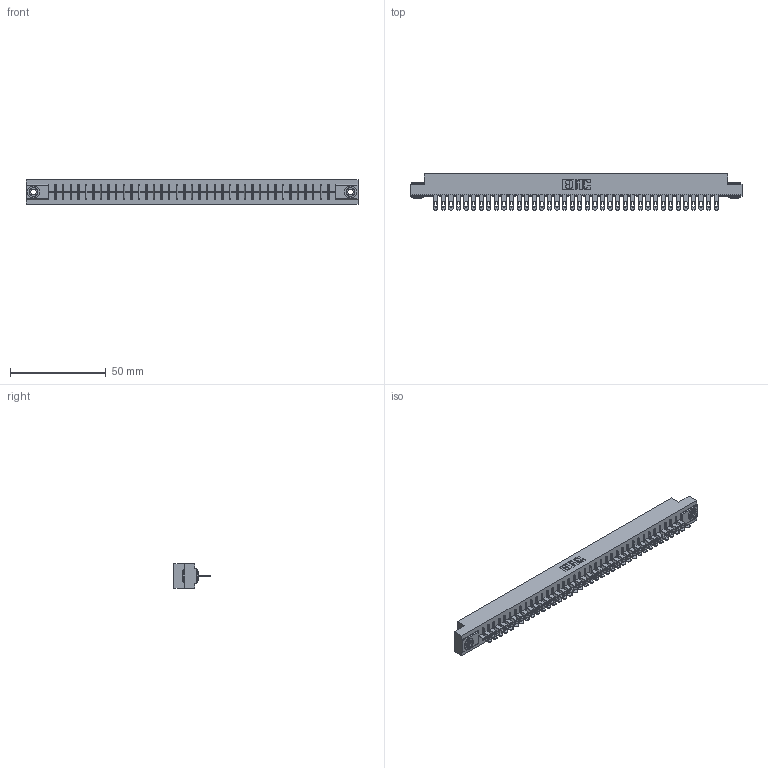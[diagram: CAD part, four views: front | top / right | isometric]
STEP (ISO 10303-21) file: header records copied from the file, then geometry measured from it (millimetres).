
FILE_DESCRIPTION (( 'STEP AP203' ), '1' );
FILE_NAME ('316-038-400-103.STEP', '2020-09-23T05:41:59', ( '' ), ( '' ), 'SwSTEP 2.0', 'SolidWorks 2020', '' );
FILE_SCHEMA (( 'CONFIG_CONTROL_DESIGN' ));
Length unit declared in the file: inch
Products named in the file (4): 306-290-001_100; 306 Part_.156 Dia; 345-250-002_345-250-002-102; 316-038-400-103
Assembly tree (41 placements, depth 2):
  316-038-400-103
    306 Part_.156 Dia
    306-290-001_100  x38
    345-250-002_345-250-002-102  x2
Bounding box: 173.58 x 18.87 x 12.7 mm (x, y, z)
Volume: 19290.6 mm3; surface area: 20668.8 mm2
Topology: 41 solids, 41 shells, 3056 faces, 8598 edges, 5524 vertices
Faces by surface type: plane 1992, cylinder 904, sphere 152, cone 8
Entity records: 37184 total; most frequent: CARTESIAN_POINT 6222, ORIENTED_EDGE 6160, DIRECTION 6150, EDGE_CURVE 3080, VECTOR 2398, LINE 2398, VERTEX_POINT 1948, AXIS2_PLACEMENT_3D 1876
